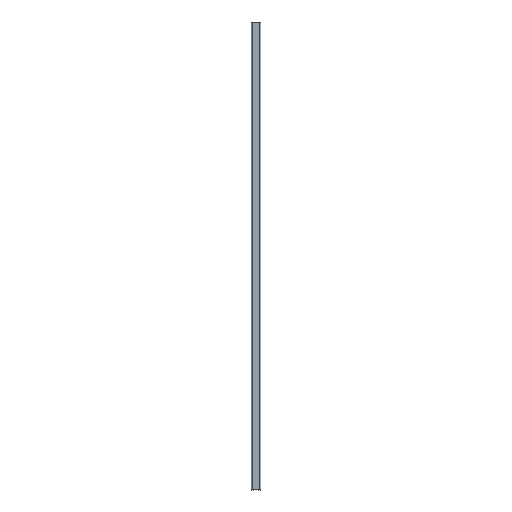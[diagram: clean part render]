
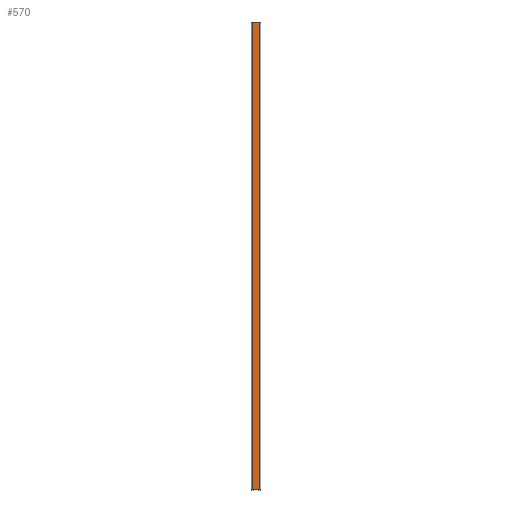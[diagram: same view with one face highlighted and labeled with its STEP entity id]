
A CAD part, top view. The second image highlights one B-rep face of the part: STEP entity #570.
In plain terms, the highlighted planar face has unit normal (0, 0, 1).
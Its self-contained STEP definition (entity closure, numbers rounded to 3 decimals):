
#570=ADVANCED_FACE('',(#1163),#1164,.T.);
#1163=FACE_OUTER_BOUND('',#1793,.T.);
#1164=PLANE('',#1794);
#1793=EDGE_LOOP('',(#3430,#3431,#3432,#3433));
#1794=AXIS2_PLACEMENT_3D('',#3434,#3435,#3436);
#3430=ORIENTED_EDGE('',*,*,#4166,.T.);
#3431=ORIENTED_EDGE('',*,*,#4324,.F.);
#3432=ORIENTED_EDGE('',*,*,#4028,.T.);
#3433=ORIENTED_EDGE('',*,*,#4322,.T.);
#3434=CARTESIAN_POINT('',(0.,1630.0,29.));
#3435=DIRECTION('',(0.0,0.0,1.0));
#3436=DIRECTION('',(-1.0,0.0,0.0));
#4028=EDGE_CURVE('',#4930,#4928,#4931,.T.);
#4166=EDGE_CURVE('',#5161,#5159,#5162,.T.);
#4322=EDGE_CURVE('',#4928,#5161,#5340,.T.);
#4324=EDGE_CURVE('',#4930,#5159,#5342,.T.);
#4928=VERTEX_POINT('',#6157);
#4930=VERTEX_POINT('',#6160);
#4931=LINE('',#6161,#6162);
#5159=VERTEX_POINT('',#6480);
#5161=VERTEX_POINT('',#6483);
#5162=LINE('',#6484,#6485);
#5340=LINE('',#6699,#6700);
#5342=LINE('',#6702,#6703);
#6157=CARTESIAN_POINT('',(-13.251,1630.0,29.));
#6160=CARTESIAN_POINT('',(13.251,1630.0,29.));
#6161=CARTESIAN_POINT('',(13.251,1630.0,29.));
#6162=VECTOR('',#7149,1.0);
#6480=CARTESIAN_POINT('',(13.251,0.0,29.));
#6483=CARTESIAN_POINT('',(-13.251,0.0,29.));
#6484=CARTESIAN_POINT('',(13.251,0.0,29.));
#6485=VECTOR('',#7307,1.0);
#6699=CARTESIAN_POINT('',(-13.251,1630.0,29.));
#6700=VECTOR('',#7503,1.0);
#6702=CARTESIAN_POINT('',(13.251,1630.0,29.));
#6703=VECTOR('',#7504,1.0);
#7149=DIRECTION('',(-1.0,0.0,0.0));
#7307=DIRECTION('',(1.0,0.0,0.0));
#7503=DIRECTION('',(0.0,-1.0,0.0));
#7504=DIRECTION('',(0.0,-1.0,0.0));
